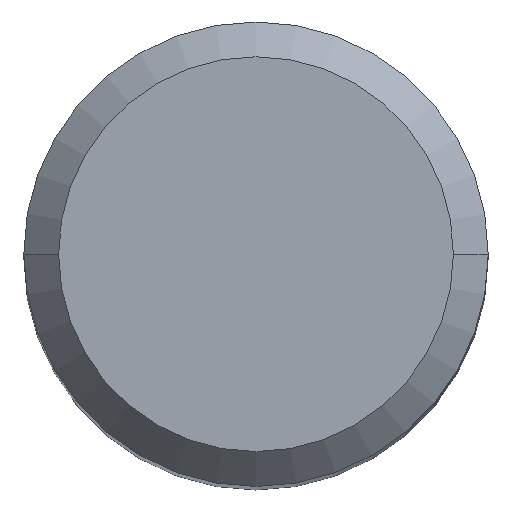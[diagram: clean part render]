
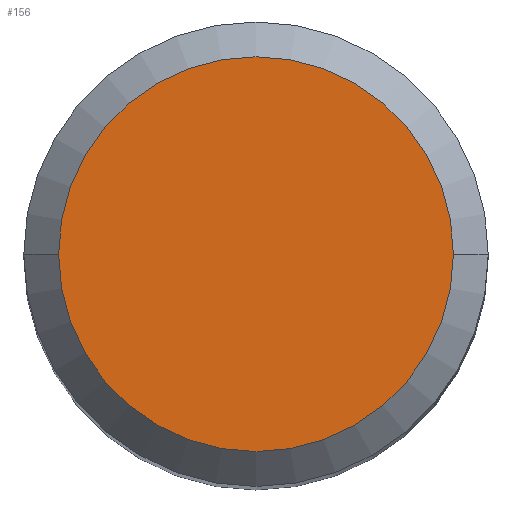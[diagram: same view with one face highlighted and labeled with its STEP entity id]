
A CAD part, top view. The second image highlights one B-rep face of the part: STEP entity #156.
In plain terms, the highlighted planar face has unit normal (0, 0, 1).
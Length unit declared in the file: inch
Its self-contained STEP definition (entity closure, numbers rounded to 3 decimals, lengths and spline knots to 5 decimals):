
#18 = EDGE_LOOP ( 'NONE', ( #191, #434 ) ) ;
#22 = CIRCLE ( 'NONE', #84, 0.13387 ) ;
#37 = AXIS2_PLACEMENT_3D ( 'NONE', #215, #339, #373 ) ;
#84 = AXIS2_PLACEMENT_3D ( 'NONE', #463, #113, #431 ) ;
#86 = AXIS2_PLACEMENT_3D ( 'NONE', #199, #331, #478 ) ;
#106 = CIRCLE ( 'NONE', #37, 0.13387 ) ;
#113 = DIRECTION ( 'NONE',  ( 0., 0., 1. ) ) ;
#142 = CARTESIAN_POINT ( 'NONE',  ( 0.13387, 0., 0. ) ) ;
#156 = ADVANCED_FACE ( 'NONE', ( #492 ), #262, .F. ) ;
#168 = EDGE_CURVE ( 'NONE', #246, #183, #106, .T. ) ;
#173 = CARTESIAN_POINT ( 'NONE',  ( -0.13387, 0., 0. ) ) ;
#183 = VERTEX_POINT ( 'NONE', #173 ) ;
#191 = ORIENTED_EDGE ( 'NONE', *, *, #325, .T. ) ;
#199 = CARTESIAN_POINT ( 'NONE',  ( 0., 0., 0. ) ) ;
#215 = CARTESIAN_POINT ( 'NONE',  ( 0., 0., 0. ) ) ;
#246 = VERTEX_POINT ( 'NONE', #142 ) ;
#262 = PLANE ( 'NONE',  #86 ) ;
#325 = EDGE_CURVE ( 'NONE', #183, #246, #22, .T. ) ;
#331 = DIRECTION ( 'NONE',  ( 0., 0., -1. ) ) ;
#339 = DIRECTION ( 'NONE',  ( 0., 0., 1. ) ) ;
#373 = DIRECTION ( 'NONE',  ( 1., 0., 0. ) ) ;
#431 = DIRECTION ( 'NONE',  ( 1., 0., 0. ) ) ;
#434 = ORIENTED_EDGE ( 'NONE', *, *, #168, .T. ) ;
#463 = CARTESIAN_POINT ( 'NONE',  ( 0., 0., 0. ) ) ;
#478 = DIRECTION ( 'NONE',  ( -1., 0., 0. ) ) ;
#492 = FACE_OUTER_BOUND ( 'NONE', #18, .T. ) ;
